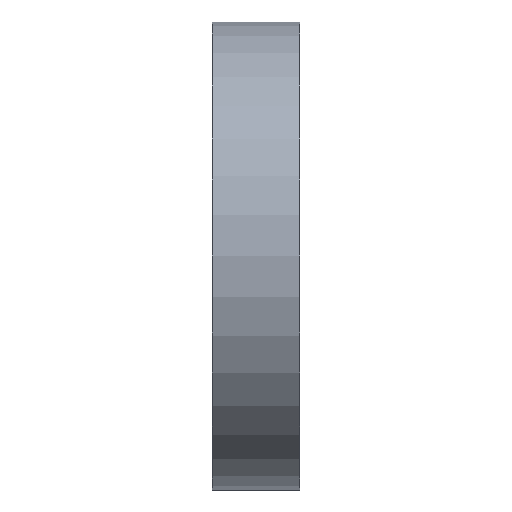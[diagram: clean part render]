
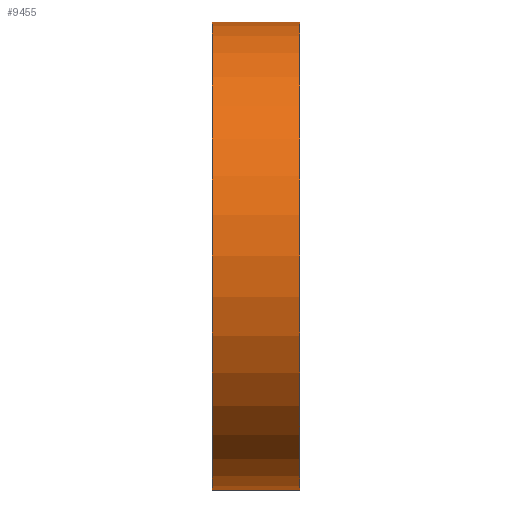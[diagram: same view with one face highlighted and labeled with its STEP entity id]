
A CAD part, left-side view. The second image highlights one B-rep face of the part: STEP entity #9455.
In plain terms, the highlighted cylindrical face has radius 15.975 mm (diameter 31.95 mm), a partial arc.
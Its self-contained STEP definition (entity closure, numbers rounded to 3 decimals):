
#119 = CARTESIAN_POINT ( 'NONE',  ( 0., 3., 15.975 ) ) ;
#905 = CARTESIAN_POINT ( 'NONE',  ( 0., 3., 15.975 ) ) ;
#929 = EDGE_LOOP ( 'NONE', ( #2636, #14033, #3788, #15055 ) ) ;
#1081 = VERTEX_POINT ( 'NONE', #11424 ) ;
#2636 = ORIENTED_EDGE ( 'NONE', *, *, #10966, .F. ) ;
#3788 = ORIENTED_EDGE ( 'NONE', *, *, #16111, .T. ) ;
#4159 = DIRECTION ( 'NONE',  ( 0., -1., 0. ) ) ;
#4742 = FACE_OUTER_BOUND ( 'NONE', #929, .T. ) ;
#5049 = DIRECTION ( 'NONE',  ( 0., 0., 1. ) ) ;
#6275 = CIRCLE ( 'NONE', #9681, 15.975 ) ;
#6397 = CIRCLE ( 'NONE', #12861, 15.975 ) ;
#6492 = VECTOR ( 'NONE', #13933, 1000. ) ;
#7234 = CYLINDRICAL_SURFACE ( 'NONE', #9837, 15.975 ) ;
#7708 = CARTESIAN_POINT ( 'NONE',  ( 0., -3., 0. ) ) ;
#8093 = VERTEX_POINT ( 'NONE', #905 ) ;
#9275 = VECTOR ( 'NONE', #9412, 1000. ) ;
#9412 = DIRECTION ( 'NONE',  ( 0., -1., 0. ) ) ;
#9455 = ADVANCED_FACE ( 'NONE', ( #4742 ), #7234, .T. ) ;
#9681 = AXIS2_PLACEMENT_3D ( 'NONE', #7708, #16928, #5049 ) ;
#9725 = CARTESIAN_POINT ( 'NONE',  ( 0., 3., 0. ) ) ;
#9837 = AXIS2_PLACEMENT_3D ( 'NONE', #12125, #4159, #16446 ) ;
#10260 = EDGE_CURVE ( 'NONE', #1081, #8093, #6397, .T. ) ;
#10401 = CARTESIAN_POINT ( 'NONE',  ( 0., -3., -15.975 ) ) ;
#10966 = EDGE_CURVE ( 'NONE', #8093, #12276, #12845, .T. ) ;
#11053 = DIRECTION ( 'NONE',  ( 0., 1., 0. ) ) ;
#11424 = CARTESIAN_POINT ( 'NONE',  ( 0., 3., -15.975 ) ) ;
#12125 = CARTESIAN_POINT ( 'NONE',  ( 0., 3., 0. ) ) ;
#12276 = VERTEX_POINT ( 'NONE', #16701 ) ;
#12463 = DIRECTION ( 'NONE',  ( 0., 0., 1. ) ) ;
#12845 = LINE ( 'NONE', #119, #9275 ) ;
#12861 = AXIS2_PLACEMENT_3D ( 'NONE', #9725, #11053, #12463 ) ;
#13133 = LINE ( 'NONE', #16648, #6492 ) ;
#13933 = DIRECTION ( 'NONE',  ( 0., -1., 0. ) ) ;
#14033 = ORIENTED_EDGE ( 'NONE', *, *, #10260, .F. ) ;
#15055 = ORIENTED_EDGE ( 'NONE', *, *, #16966, .T. ) ;
#15804 = VERTEX_POINT ( 'NONE', #10401 ) ;
#16111 = EDGE_CURVE ( 'NONE', #1081, #15804, #13133, .T. ) ;
#16446 = DIRECTION ( 'NONE',  ( 0., 0., -1. ) ) ;
#16648 = CARTESIAN_POINT ( 'NONE',  ( 0., 3., -15.975 ) ) ;
#16701 = CARTESIAN_POINT ( 'NONE',  ( 0., -3., 15.975 ) ) ;
#16928 = DIRECTION ( 'NONE',  ( 0., 1., 0. ) ) ;
#16966 = EDGE_CURVE ( 'NONE', #15804, #12276, #6275, .T. ) ;
